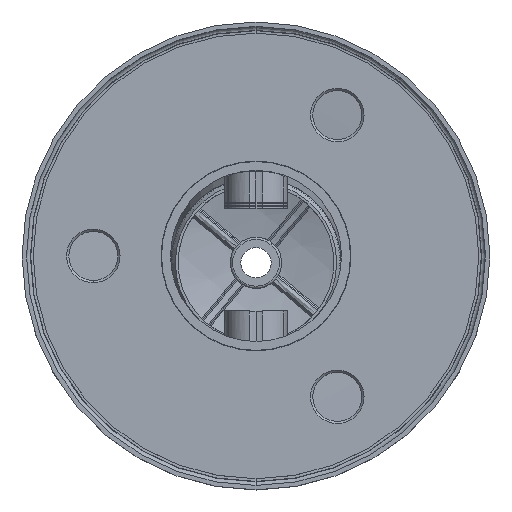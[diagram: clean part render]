
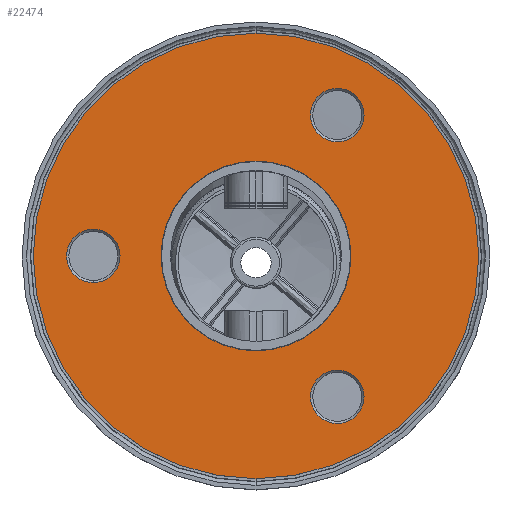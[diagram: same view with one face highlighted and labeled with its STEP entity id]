
A CAD part, top view. The second image highlights one B-rep face of the part: STEP entity #22474.
In plain terms, the highlighted face is planar.
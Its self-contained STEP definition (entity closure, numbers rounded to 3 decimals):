
#1416 = AXIS2_PLACEMENT_3D ( 'NONE', #5092, #5578, #20248 ) ;
#2046 = DIRECTION ( 'NONE',  ( 1., 0., 0. ) ) ;
#2097 = EDGE_CURVE ( 'NONE', #40092, #13301, #37637, .T. ) ;
#2103 = ORIENTED_EDGE ( 'NONE', *, *, #20439, .T. ) ;
#2279 = CIRCLE ( 'NONE', #16006, 50. ) ;
#2491 = VERTEX_POINT ( 'NONE', #45532 ) ;
#3303 = CARTESIAN_POINT ( 'NONE',  ( -50., 0., 0. ) ) ;
#4110 = AXIS2_PLACEMENT_3D ( 'NONE', #7982, #45210, #26731 ) ;
#4774 = DIRECTION ( 'NONE',  ( 0., 0., 1. ) ) ;
#5092 = CARTESIAN_POINT ( 'NONE',  ( 0., 36.5, 0. ) ) ;
#5578 = DIRECTION ( 'NONE',  ( 0., 0., 1. ) ) ;
#5853 = DIRECTION ( 'NONE',  ( 0., 0., 1. ) ) ;
#6512 = FACE_BOUND ( 'NONE', #43220, .T. ) ;
#7657 = DIRECTION ( 'NONE',  ( 0., 0., 1. ) ) ;
#7982 = CARTESIAN_POINT ( 'NONE',  ( 0., 0., 0. ) ) ;
#10229 = CARTESIAN_POINT ( 'NONE',  ( 21.3, 0., 0. ) ) ;
#10257 = CARTESIAN_POINT ( 'NONE',  ( 0., 0., 0. ) ) ;
#11101 = VERTEX_POINT ( 'NONE', #38856 ) ;
#11209 = EDGE_LOOP ( 'NONE', ( #17978, #31942 ) ) ;
#12592 = CARTESIAN_POINT ( 'NONE',  ( -31.61, -18.25, 0. ) ) ;
#13301 = VERTEX_POINT ( 'NONE', #46404 ) ;
#14244 = ORIENTED_EDGE ( 'NONE', *, *, #2097, .F. ) ;
#14850 = CIRCLE ( 'NONE', #24857, 21.3 ) ;
#15629 = ORIENTED_EDGE ( 'NONE', *, *, #17636, .T. ) ;
#15769 = EDGE_CURVE ( 'NONE', #39261, #17369, #39942, .T. ) ;
#16006 = AXIS2_PLACEMENT_3D ( 'NONE', #19371, #45055, #29710 ) ;
#17369 = VERTEX_POINT ( 'NONE', #24873 ) ;
#17437 = CARTESIAN_POINT ( 'NONE',  ( 0., 0., 0. ) ) ;
#17636 = EDGE_CURVE ( 'NONE', #23678, #11101, #33693, .T. ) ;
#17639 = CARTESIAN_POINT ( 'NONE',  ( 28.61, -23.446, 0. ) ) ;
#17978 = ORIENTED_EDGE ( 'NONE', *, *, #27552, .T. ) ;
#18737 = EDGE_CURVE ( 'NONE', #13301, #40092, #2279, .T. ) ;
#19216 = AXIS2_PLACEMENT_3D ( 'NONE', #12592, #5853, #41911 ) ;
#19371 = CARTESIAN_POINT ( 'NONE',  ( 0., 0., 0. ) ) ;
#20177 = EDGE_CURVE ( 'NONE', #40578, #24199, #25602, .T. ) ;
#20235 = FACE_BOUND ( 'NONE', #44496, .T. ) ;
#20248 = DIRECTION ( 'NONE',  ( 1., 0., 0. ) ) ;
#20439 = EDGE_CURVE ( 'NONE', #24199, #40578, #14850, .T. ) ;
#21189 = FACE_BOUND ( 'NONE', #36683, .T. ) ;
#21755 = EDGE_CURVE ( 'NONE', #17369, #39261, #32612, .T. ) ;
#21829 = DIRECTION ( 'NONE',  ( 0., 0., 1. ) ) ;
#21880 = EDGE_LOOP ( 'NONE', ( #14244, #27382 ) ) ;
#22124 = DIRECTION ( 'NONE',  ( 1., 0., 0. ) ) ;
#22474 = ADVANCED_FACE ( 'NONE', ( #6512, #24310, #21189, #42801, #20235 ), #34898, .F. ) ;
#23009 = ORIENTED_EDGE ( 'NONE', *, *, #21755, .T. ) ;
#23404 = AXIS2_PLACEMENT_3D ( 'NONE', #42015, #35305, #38659 ) ;
#23678 = VERTEX_POINT ( 'NONE', #45524 ) ;
#23776 = ORIENTED_EDGE ( 'NONE', *, *, #41318, .T. ) ;
#23938 = AXIS2_PLACEMENT_3D ( 'NONE', #41543, #4774, #34589 ) ;
#24199 = VERTEX_POINT ( 'NONE', #25850 ) ;
#24310 = FACE_OUTER_BOUND ( 'NONE', #21880, .T. ) ;
#24383 = VERTEX_POINT ( 'NONE', #17639 ) ;
#24857 = AXIS2_PLACEMENT_3D ( 'NONE', #17437, #25138, #2046 ) ;
#24873 = CARTESIAN_POINT ( 'NONE',  ( -28.61, -23.446, 0. ) ) ;
#25138 = DIRECTION ( 'NONE',  ( 0., 0., 1. ) ) ;
#25602 = CIRCLE ( 'NONE', #4110, 21.3 ) ;
#25706 = DIRECTION ( 'NONE',  ( -0.5, -0.866, 0. ) ) ;
#25850 = CARTESIAN_POINT ( 'NONE',  ( -21.3, 0., 0. ) ) ;
#26606 = CIRCLE ( 'NONE', #28811, 6. ) ;
#26731 = DIRECTION ( 'NONE',  ( 1., 0., 0. ) ) ;
#27382 = ORIENTED_EDGE ( 'NONE', *, *, #18737, .F. ) ;
#27552 = EDGE_CURVE ( 'NONE', #2491, #24383, #26606, .T. ) ;
#27677 = CARTESIAN_POINT ( 'NONE',  ( 0., 0., 0. ) ) ;
#28811 = AXIS2_PLACEMENT_3D ( 'NONE', #29769, #7657, #25706 ) ;
#29710 = DIRECTION ( 'NONE',  ( 1., 0., 0. ) ) ;
#29769 = CARTESIAN_POINT ( 'NONE',  ( 31.61, -18.25, 0. ) ) ;
#29773 = AXIS2_PLACEMENT_3D ( 'NONE', #47072, #21829, #36480 ) ;
#30554 = CIRCLE ( 'NONE', #29773, 6. ) ;
#31870 = CARTESIAN_POINT ( 'NONE',  ( -34.61, -13.054, 0. ) ) ;
#31942 = ORIENTED_EDGE ( 'NONE', *, *, #47381, .T. ) ;
#32612 = CIRCLE ( 'NONE', #23404, 6. ) ;
#33693 = CIRCLE ( 'NONE', #1416, 6. ) ;
#34589 = DIRECTION ( 'NONE',  ( -0.5, -0.866, 0. ) ) ;
#34898 = PLANE ( 'NONE',  #46478 ) ;
#35305 = DIRECTION ( 'NONE',  ( 0., 0., 1. ) ) ;
#35351 = AXIS2_PLACEMENT_3D ( 'NONE', #10257, #43196, #39573 ) ;
#36480 = DIRECTION ( 'NONE',  ( 1., 0., 0. ) ) ;
#36683 = EDGE_LOOP ( 'NONE', ( #2103, #45082 ) ) ;
#36711 = ORIENTED_EDGE ( 'NONE', *, *, #15769, .T. ) ;
#36780 = DIRECTION ( 'NONE',  ( 0., 0., 1. ) ) ;
#37637 = CIRCLE ( 'NONE', #35351, 50. ) ;
#38659 = DIRECTION ( 'NONE',  ( -0.5, 0.866, 0. ) ) ;
#38856 = CARTESIAN_POINT ( 'NONE',  ( 6., 36.5, 0. ) ) ;
#39261 = VERTEX_POINT ( 'NONE', #31870 ) ;
#39573 = DIRECTION ( 'NONE',  ( 1., 0., 0. ) ) ;
#39942 = CIRCLE ( 'NONE', #19216, 6. ) ;
#40092 = VERTEX_POINT ( 'NONE', #3303 ) ;
#40578 = VERTEX_POINT ( 'NONE', #10229 ) ;
#41318 = EDGE_CURVE ( 'NONE', #11101, #23678, #30554, .T. ) ;
#41543 = CARTESIAN_POINT ( 'NONE',  ( 31.61, -18.25, 0. ) ) ;
#41911 = DIRECTION ( 'NONE',  ( -0.5, 0.866, 0. ) ) ;
#42015 = CARTESIAN_POINT ( 'NONE',  ( -31.61, -18.25, 0. ) ) ;
#42801 = FACE_BOUND ( 'NONE', #11209, .T. ) ;
#43196 = DIRECTION ( 'NONE',  ( 0., 0., 1. ) ) ;
#43220 = EDGE_LOOP ( 'NONE', ( #15629, #23776 ) ) ;
#43899 = CIRCLE ( 'NONE', #23938, 6. ) ;
#44496 = EDGE_LOOP ( 'NONE', ( #23009, #36711 ) ) ;
#45055 = DIRECTION ( 'NONE',  ( 0., 0., 1. ) ) ;
#45082 = ORIENTED_EDGE ( 'NONE', *, *, #20177, .T. ) ;
#45210 = DIRECTION ( 'NONE',  ( 0., 0., 1. ) ) ;
#45524 = CARTESIAN_POINT ( 'NONE',  ( -6., 36.5, 0. ) ) ;
#45532 = CARTESIAN_POINT ( 'NONE',  ( 34.61, -13.054, 0. ) ) ;
#46404 = CARTESIAN_POINT ( 'NONE',  ( 50., 0., 0. ) ) ;
#46478 = AXIS2_PLACEMENT_3D ( 'NONE', #27677, #36780, #22124 ) ;
#47072 = CARTESIAN_POINT ( 'NONE',  ( 0., 36.5, 0. ) ) ;
#47381 = EDGE_CURVE ( 'NONE', #24383, #2491, #43899, .T. ) ;
